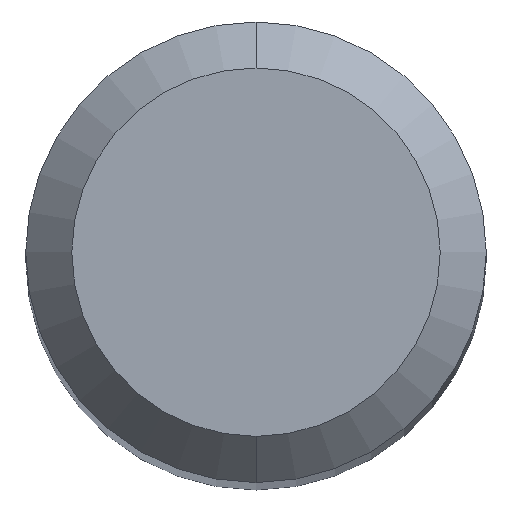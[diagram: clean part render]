
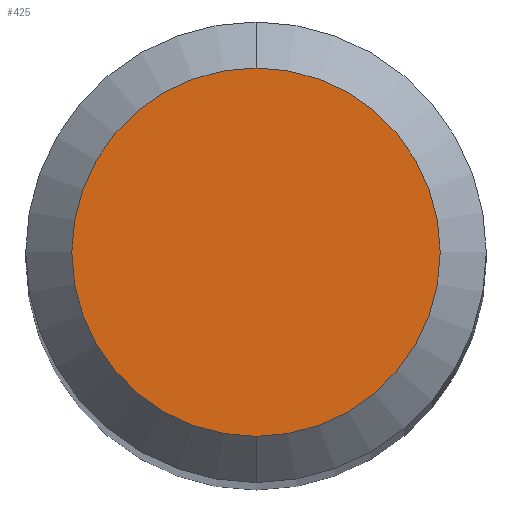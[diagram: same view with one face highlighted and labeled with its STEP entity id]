
A CAD part, top view. The second image highlights one B-rep face of the part: STEP entity #425.
In plain terms, the highlighted planar face has unit normal (0, 0, 1).
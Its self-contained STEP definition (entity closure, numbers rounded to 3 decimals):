
#179=EDGE_CURVE('',#441,#225,#486,.T.);
#189=EDGE_CURVE('',#225,#441,#497,.T.);
#225=VERTEX_POINT('',#537);
#425=ADVANCED_FACE('',(#757),#758,.T.);
#441=VERTEX_POINT('',#777);
#486=CIRCLE('',#816,1.2);
#497=CIRCLE('',#854,1.2);
#537=CARTESIAN_POINT('',(0.,-1.2,0.0));
#757=FACE_OUTER_BOUND('',#1352,.T.);
#758=PLANE('',#1353);
#777=CARTESIAN_POINT('',(0.0,1.2,0.0));
#816=AXIS2_PLACEMENT_3D('',#1445,#1446,#1447);
#854=AXIS2_PLACEMENT_3D('',#1456,#1457,#1458);
#1352=EDGE_LOOP('',(#1754,#1755));
#1353=AXIS2_PLACEMENT_3D('',#1756,#1757,#1758);
#1445=CARTESIAN_POINT('',(0.0,0.0,0.0));
#1446=DIRECTION('',(0.0,0.0,-1.0));
#1447=DIRECTION('',(0.0,1.0,0.0));
#1456=CARTESIAN_POINT('',(0.0,0.0,0.0));
#1457=DIRECTION('',(0.0,0.0,-1.0));
#1458=DIRECTION('',(0.0,1.0,0.0));
#1754=ORIENTED_EDGE('',*,*,#179,.F.);
#1755=ORIENTED_EDGE('',*,*,#189,.F.);
#1756=CARTESIAN_POINT('',(0.0,0.6,0.0));
#1757=DIRECTION('',(-0.0,0.0,1.0));
#1758=DIRECTION('',(0.0,-1.0,0.0));
